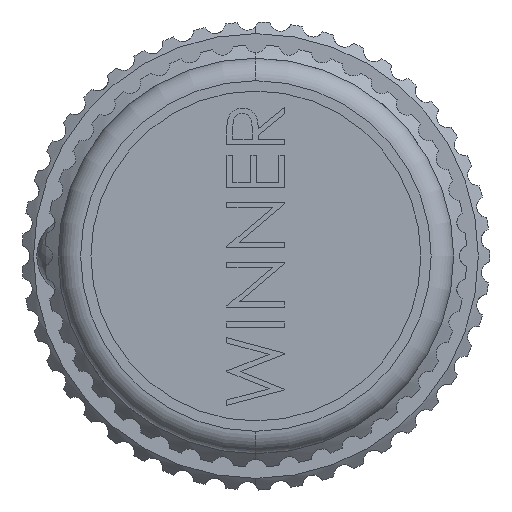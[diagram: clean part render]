
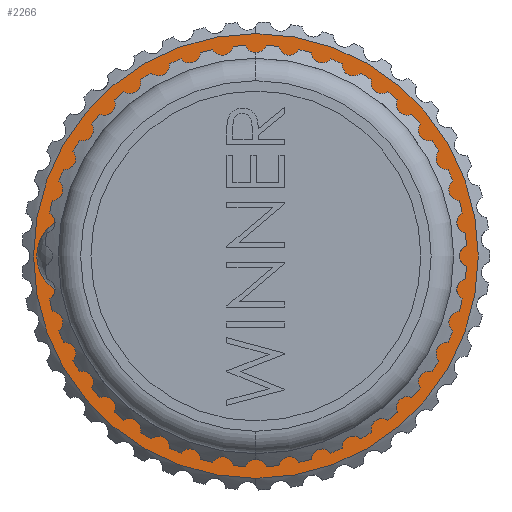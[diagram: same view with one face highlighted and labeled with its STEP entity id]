
A CAD part, left-side view. The second image highlights one B-rep face of the part: STEP entity #2266.
In plain terms, the highlighted planar face has unit normal (-1, 0, 0).
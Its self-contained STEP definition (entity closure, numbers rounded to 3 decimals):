
#220 = EDGE_LOOP ( 'NONE', ( #23861, #23862 ) ) ;
#878 = EDGE_CURVE ( 'NONE', #26462, #26425, #4212, .T. ) ;
#1254 = EDGE_CURVE ( 'NONE', #27700, #27687, #8585, .T. ) ;
#2043 = AXIS2_PLACEMENT_3D ( 'NONE', #5967, #5968, #5969 ) ;
#2122 = AXIS2_PLACEMENT_3D ( 'NONE', #9531, #9532, #9533 ) ;
#2266 = ADVANCED_FACE ( 'NONE', ( #15901, #15912 ), #15680, .T. ) ;
#4212 = CIRCLE ( 'NONE', #2043, 15.3 ) ;
#5967 = CARTESIAN_POINT ( 'NONE',  ( -13.72, 0., 0. ) ) ;
#5968 = DIRECTION ( 'NONE',  ( -1., 0., 0. ) ) ;
#5969 = DIRECTION ( 'NONE',  ( 0., 0., 1. ) ) ;
#7698 = EDGE_LOOP ( 'NONE', ( #23859, #23860 ) ) ;
#8585 = CIRCLE ( 'NONE', #2122, 8.56 ) ;
#9531 = CARTESIAN_POINT ( 'NONE',  ( -13.72, 0., 0. ) ) ;
#9532 = DIRECTION ( 'NONE',  ( -1., 0., 0. ) ) ;
#9533 = DIRECTION ( 'NONE',  ( 0., 0., 1. ) ) ;
#12905 = AXIS2_PLACEMENT_3D ( 'NONE', #15674, #15683, #15685 ) ;
#13782 = AXIS2_PLACEMENT_3D ( 'NONE', #36528, #36529, #36530 ) ;
#13849 = AXIS2_PLACEMENT_3D ( 'NONE', #38699, #38702, #38705 ) ;
#15674 = CARTESIAN_POINT ( 'NONE',  ( -13.72, 0., 0. ) ) ;
#15680 = PLANE ( 'NONE',  #12905 ) ;
#15683 = DIRECTION ( 'NONE',  ( -1., 0., 0. ) ) ;
#15685 = DIRECTION ( 'NONE',  ( 0., 0., 1. ) ) ;
#15901 = FACE_BOUND ( 'NONE', #7698, .T. ) ;
#15912 = FACE_OUTER_BOUND ( 'NONE', #220, .T. ) ;
#22724 = EDGE_CURVE ( 'NONE', #27687, #27700, #34548, .T. ) ;
#23859 = ORIENTED_EDGE ( 'NONE', *, *, #1254, .F. ) ;
#23860 = ORIENTED_EDGE ( 'NONE', *, *, #22724, .F. ) ;
#23861 = ORIENTED_EDGE ( 'NONE', *, *, #878, .T. ) ;
#23862 = ORIENTED_EDGE ( 'NONE', *, *, #38837, .T. ) ;
#26425 = VERTEX_POINT ( 'NONE', #36966 ) ;
#26462 = VERTEX_POINT ( 'NONE', #37003 ) ;
#27687 = VERTEX_POINT ( 'NONE', #37454 ) ;
#27700 = VERTEX_POINT ( 'NONE', #37460 ) ;
#34548 = CIRCLE ( 'NONE', #13782, 8.56 ) ;
#34687 = CIRCLE ( 'NONE', #13849, 15.3 ) ;
#36528 = CARTESIAN_POINT ( 'NONE',  ( -13.72, 0., 0. ) ) ;
#36529 = DIRECTION ( 'NONE',  ( -1., 0., 0. ) ) ;
#36530 = DIRECTION ( 'NONE',  ( 0., 0., 1. ) ) ;
#36966 = CARTESIAN_POINT ( 'NONE',  ( -13.72, 0., 15.3 ) ) ;
#37003 = CARTESIAN_POINT ( 'NONE',  ( -13.72, 0., -15.3 ) ) ;
#37454 = CARTESIAN_POINT ( 'NONE',  ( -13.72, 0., -8.56 ) ) ;
#37460 = CARTESIAN_POINT ( 'NONE',  ( -13.72, 0., 8.56 ) ) ;
#38699 = CARTESIAN_POINT ( 'NONE',  ( -13.72, 0., 0. ) ) ;
#38702 = DIRECTION ( 'NONE',  ( -1., 0., 0. ) ) ;
#38705 = DIRECTION ( 'NONE',  ( 0., 0., 1. ) ) ;
#38837 = EDGE_CURVE ( 'NONE', #26425, #26462, #34687, .T. ) ;
